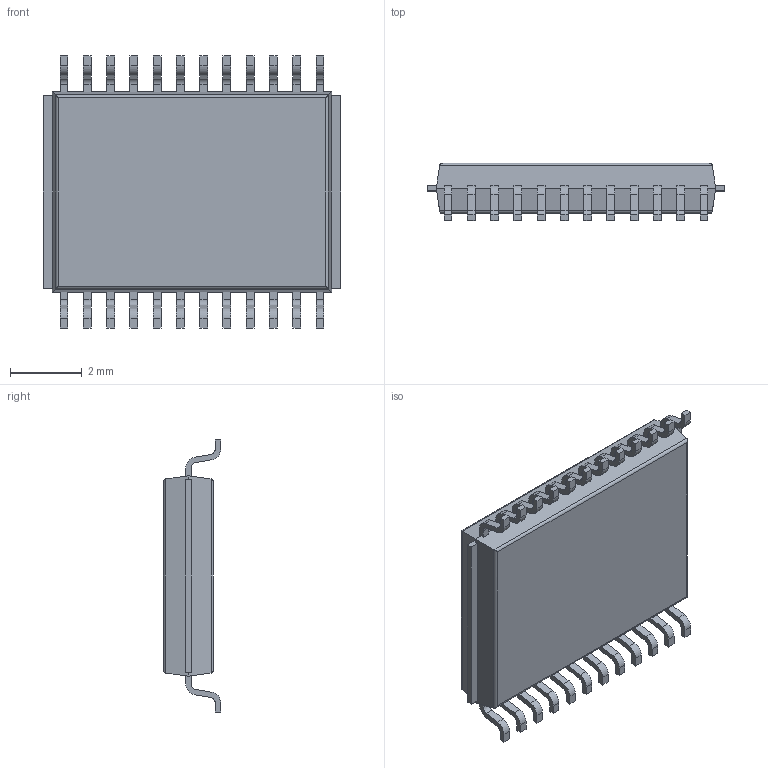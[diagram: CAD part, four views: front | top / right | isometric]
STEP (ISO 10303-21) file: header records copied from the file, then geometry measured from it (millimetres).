
FILE_DESCRIPTION (( 'STEP AP214' ), '1' );
FILE_NAME ('TB6612FNG(O,C,8,EL.STEP', '2020-03-27T06:27:03', ( '' ), ( '' ), 'SwSTEP 2.0', 'SolidWorks 2017', '' );
FILE_SCHEMA (( 'AUTOMOTIVE_DESIGN' ));
Length unit declared in the file: millimetre
Products named in the file (1): TB6612FNG(O,C,8,EL
Bounding box: 8.3 x 1.6 x 7.6 mm (x, y, z)
Volume: 60.9 mm3; surface area: 155 mm2
Topology: 26 solids, 26 shells, 395 faces, 1014 edges, 672 vertices
Faces by surface type: plane 287, cylinder 108
Entity records: 12171 total; most frequent: CARTESIAN_POINT 2106, ORIENTED_EDGE 2028, DIRECTION 1998, EDGE_CURVE 1014, VECTOR 806, LINE 806, VERTEX_POINT 672, AXIS2_PLACEMENT_3D 596
